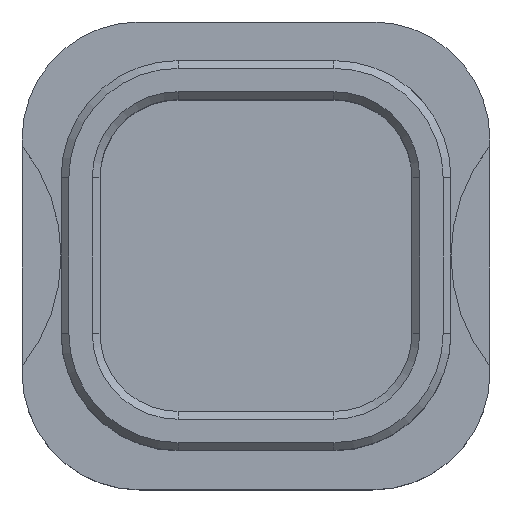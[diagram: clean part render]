
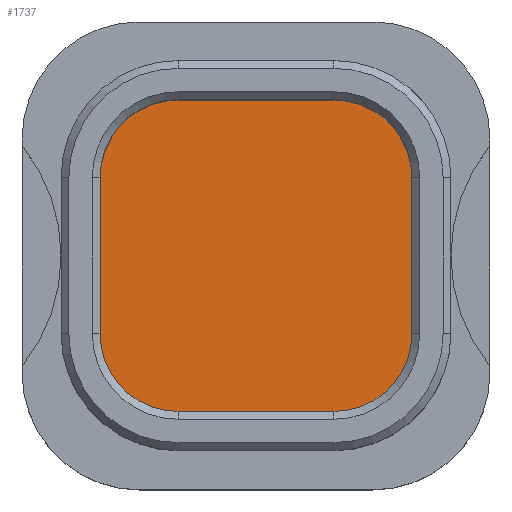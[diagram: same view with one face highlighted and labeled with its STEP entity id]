
A CAD part, top view. The second image highlights one B-rep face of the part: STEP entity #1737.
In plain terms, the highlighted planar face has unit normal (0, 0, 1).
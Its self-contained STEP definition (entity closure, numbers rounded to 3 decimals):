
#32 = DIRECTION ( 'NONE',  ( 1., 0., 0. ) ) ;
#34 = AXIS2_PLACEMENT_3D ( 'NONE', #480, #496, #780 ) ;
#68 = CIRCLE ( 'NONE', #893, 1. ) ;
#80 = CARTESIAN_POINT ( 'NONE',  ( -2., 1., -0.5 ) ) ;
#100 = VERTEX_POINT ( 'NONE', #504 ) ;
#121 = ORIENTED_EDGE ( 'NONE', *, *, #1801, .T. ) ;
#129 = ORIENTED_EDGE ( 'NONE', *, *, #425, .T. ) ;
#142 = CARTESIAN_POINT ( 'NONE',  ( -1., 2., -0.5 ) ) ;
#151 = EDGE_CURVE ( 'NONE', #981, #1821, #1647, .T. ) ;
#238 = LINE ( 'NONE', #420, #833 ) ;
#239 = VERTEX_POINT ( 'NONE', #1798 ) ;
#276 = CARTESIAN_POINT ( 'NONE',  ( 2., 1., -0.5 ) ) ;
#314 = ORIENTED_EDGE ( 'NONE', *, *, #975, .T. ) ;
#354 = VERTEX_POINT ( 'NONE', #80 ) ;
#356 = AXIS2_PLACEMENT_3D ( 'NONE', #1007, #1718, #1706 ) ;
#365 = VECTOR ( 'NONE', #1266, 1000. ) ;
#379 = PLANE ( 'NONE',  #1138 ) ;
#388 = CARTESIAN_POINT ( 'NONE',  ( -1., -2., -0.5 ) ) ;
#420 = CARTESIAN_POINT ( 'NONE',  ( -2., -2., -0.5 ) ) ;
#425 = EDGE_CURVE ( 'NONE', #1760, #239, #778, .T. ) ;
#459 = LINE ( 'NONE', #1471, #527 ) ;
#480 = CARTESIAN_POINT ( 'NONE',  ( -1., -1., -0.5 ) ) ;
#496 = DIRECTION ( 'NONE',  ( 0., 0., 1. ) ) ;
#504 = CARTESIAN_POINT ( 'NONE',  ( 1., -2., -0.5 ) ) ;
#525 = EDGE_CURVE ( 'NONE', #1821, #100, #238, .T. ) ;
#527 = VECTOR ( 'NONE', #1755, 1000. ) ;
#566 = CARTESIAN_POINT ( 'NONE',  ( -2., -1., -0.5 ) ) ;
#689 = VECTOR ( 'NONE', #1491, 1000. ) ;
#693 = LINE ( 'NONE', #994, #365 ) ;
#727 = CIRCLE ( 'NONE', #356, 1. ) ;
#728 = EDGE_CURVE ( 'NONE', #354, #981, #1790, .T. ) ;
#778 = CIRCLE ( 'NONE', #1028, 1. ) ;
#780 = DIRECTION ( 'NONE',  ( 1., 0., 0. ) ) ;
#795 = DIRECTION ( 'NONE',  ( 1., 0., 0. ) ) ;
#816 = ORIENTED_EDGE ( 'NONE', *, *, #1551, .T. ) ;
#823 = CARTESIAN_POINT ( 'NONE',  ( -1., 1., -0.5 ) ) ;
#833 = VECTOR ( 'NONE', #1823, 1000. ) ;
#893 = AXIS2_PLACEMENT_3D ( 'NONE', #823, #1130, #795 ) ;
#923 = CARTESIAN_POINT ( 'NONE',  ( 1., 1., -0.5 ) ) ;
#935 = CARTESIAN_POINT ( 'NONE',  ( 0., 0., -0.5 ) ) ;
#950 = ORIENTED_EDGE ( 'NONE', *, *, #525, .T. ) ;
#964 = VERTEX_POINT ( 'NONE', #142 ) ;
#975 = EDGE_CURVE ( 'NONE', #100, #1301, #727, .T. ) ;
#981 = VERTEX_POINT ( 'NONE', #566 ) ;
#994 = CARTESIAN_POINT ( 'NONE',  ( 2., 2., -0.5 ) ) ;
#1007 = CARTESIAN_POINT ( 'NONE',  ( 1., -1., -0.5 ) ) ;
#1028 = AXIS2_PLACEMENT_3D ( 'NONE', #923, #1218, #1626 ) ;
#1064 = EDGE_CURVE ( 'NONE', #239, #964, #459, .T. ) ;
#1130 = DIRECTION ( 'NONE',  ( 0., 0., 1. ) ) ;
#1138 = AXIS2_PLACEMENT_3D ( 'NONE', #935, #1515, #32 ) ;
#1179 = CARTESIAN_POINT ( 'NONE',  ( -2., 2., -0.5 ) ) ;
#1218 = DIRECTION ( 'NONE',  ( 0., 0., 1. ) ) ;
#1266 = DIRECTION ( 'NONE',  ( 0., 1., 0. ) ) ;
#1301 = VERTEX_POINT ( 'NONE', #1473 ) ;
#1471 = CARTESIAN_POINT ( 'NONE',  ( -2., 2., -0.5 ) ) ;
#1473 = CARTESIAN_POINT ( 'NONE',  ( 2., -1., -0.5 ) ) ;
#1491 = DIRECTION ( 'NONE',  ( 0., -1., 0. ) ) ;
#1501 = ORIENTED_EDGE ( 'NONE', *, *, #151, .T. ) ;
#1515 = DIRECTION ( 'NONE',  ( 0., 0., 1. ) ) ;
#1551 = EDGE_CURVE ( 'NONE', #1301, #1760, #693, .T. ) ;
#1617 = FACE_OUTER_BOUND ( 'NONE', #1720, .T. ) ;
#1626 = DIRECTION ( 'NONE',  ( 1., 0., 0. ) ) ;
#1647 = CIRCLE ( 'NONE', #34, 1. ) ;
#1706 = DIRECTION ( 'NONE',  ( 1., 0., 0. ) ) ;
#1708 = ORIENTED_EDGE ( 'NONE', *, *, #728, .T. ) ;
#1718 = DIRECTION ( 'NONE',  ( 0., 0., 1. ) ) ;
#1720 = EDGE_LOOP ( 'NONE', ( #816, #129, #1792, #121, #1708, #1501, #950, #314 ) ) ;
#1737 = ADVANCED_FACE ( 'NONE', ( #1617 ), #379, .T. ) ;
#1755 = DIRECTION ( 'NONE',  ( -1., 0., 0. ) ) ;
#1760 = VERTEX_POINT ( 'NONE', #276 ) ;
#1790 = LINE ( 'NONE', #1179, #689 ) ;
#1792 = ORIENTED_EDGE ( 'NONE', *, *, #1064, .T. ) ;
#1798 = CARTESIAN_POINT ( 'NONE',  ( 1., 2., -0.5 ) ) ;
#1801 = EDGE_CURVE ( 'NONE', #964, #354, #68, .T. ) ;
#1821 = VERTEX_POINT ( 'NONE', #388 ) ;
#1823 = DIRECTION ( 'NONE',  ( 1., 0., 0. ) ) ;
